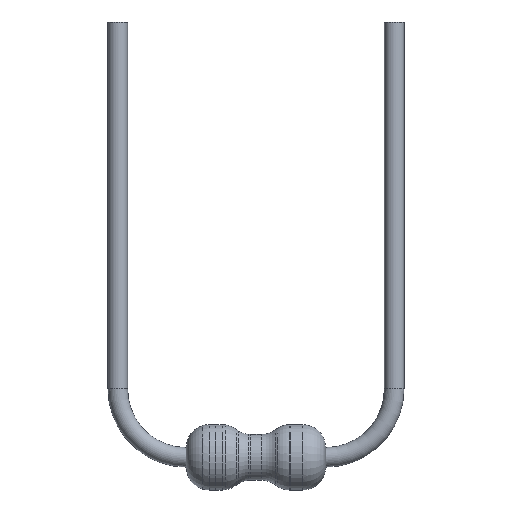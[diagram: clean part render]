
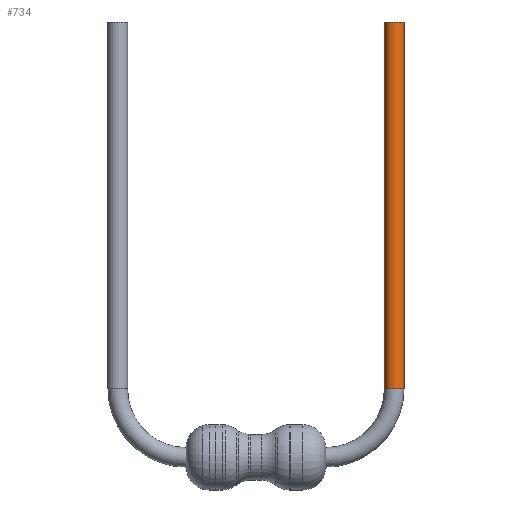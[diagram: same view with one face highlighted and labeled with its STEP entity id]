
A CAD part, front view. The second image highlights one B-rep face of the part: STEP entity #734.
In plain terms, the highlighted cylindrical face has radius 0.225 mm (diameter 0.45 mm), a partial arc.
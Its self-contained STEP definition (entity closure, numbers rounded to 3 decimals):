
#673 = VERTEX_POINT ( 'NONE', #1650 ) ;
#719 = VERTEX_POINT ( 'NONE', #1762 ) ;
#726 = EDGE_CURVE ( 'NONE', #673, #719, #1772, .T. ) ;
#731 = EDGE_LOOP ( 'NONE', ( #753, #740, #743, #737 ) ) ;
#732 = VERTEX_POINT ( 'NONE', #1807 ) ;
#734 = ADVANCED_FACE ( 'NONE', ( #1805 ), #1816, .T. ) ;
#736 = EDGE_CURVE ( 'NONE', #747, #732, #1727, .T. ) ;
#737 = ORIENTED_EDGE ( 'NONE', *, *, #736, .F. ) ;
#740 = ORIENTED_EDGE ( 'NONE', *, *, #726, .T. ) ;
#743 = ORIENTED_EDGE ( 'NONE', *, *, #745, .T. ) ;
#745 = EDGE_CURVE ( 'NONE', #719, #732, #1843, .T. ) ;
#746 = EDGE_CURVE ( 'NONE', #673, #747, #1748, .T. ) ;
#747 = VERTEX_POINT ( 'NONE', #1809 ) ;
#753 = ORIENTED_EDGE ( 'NONE', *, *, #746, .F. ) ;
#1650 = CARTESIAN_POINT ( 'NONE',  ( 6.125, 0., 1.575 ) ) ;
#1727 = CIRCLE ( 'NONE', #1729, 0.225 ) ;
#1729 = AXIS2_PLACEMENT_3D ( 'NONE', #1731, #1730, #1732 ) ;
#1730 = DIRECTION ( 'NONE',  ( 0., 0., 1. ) ) ;
#1731 = CARTESIAN_POINT ( 'NONE',  ( 6.35, 0., 10. ) ) ;
#1732 = DIRECTION ( 'NONE',  ( 1., 0., 0. ) ) ;
#1740 = VECTOR ( 'NONE', #1746, 1000. ) ;
#1746 = DIRECTION ( 'NONE',  ( 0., 0., 1. ) ) ;
#1747 = CARTESIAN_POINT ( 'NONE',  ( 6.125, 0., 1.575 ) ) ;
#1748 = LINE ( 'NONE', #1747, #1740 ) ;
#1762 = CARTESIAN_POINT ( 'NONE',  ( 6.575, 0., 1.575 ) ) ;
#1770 = CARTESIAN_POINT ( 'NONE',  ( 6.35, 0., 1.575 ) ) ;
#1771 = AXIS2_PLACEMENT_3D ( 'NONE', #1770, #1780, #1779 ) ;
#1772 = CIRCLE ( 'NONE', #1771, 0.225 ) ;
#1779 = DIRECTION ( 'NONE',  ( 1., 0., 0. ) ) ;
#1780 = DIRECTION ( 'NONE',  ( 0., 0., 1. ) ) ;
#1802 = CARTESIAN_POINT ( 'NONE',  ( 6.35, 0., 1.575 ) ) ;
#1805 = FACE_OUTER_BOUND ( 'NONE', #731, .T. ) ;
#1807 = CARTESIAN_POINT ( 'NONE',  ( 6.575, 0., 10. ) ) ;
#1808 = AXIS2_PLACEMENT_3D ( 'NONE', #1802, #1815, #1814 ) ;
#1809 = CARTESIAN_POINT ( 'NONE',  ( 6.125, 0., 10. ) ) ;
#1814 = DIRECTION ( 'NONE',  ( 1., 0., 0. ) ) ;
#1815 = DIRECTION ( 'NONE',  ( 0., 0., 1. ) ) ;
#1816 = CYLINDRICAL_SURFACE ( 'NONE', #1808, 0.225 ) ;
#1838 = DIRECTION ( 'NONE',  ( 0., 0., 1. ) ) ;
#1839 = VECTOR ( 'NONE', #1838, 1000. ) ;
#1840 = CARTESIAN_POINT ( 'NONE',  ( 6.575, 0., 1.575 ) ) ;
#1843 = LINE ( 'NONE', #1840, #1839 ) ;
